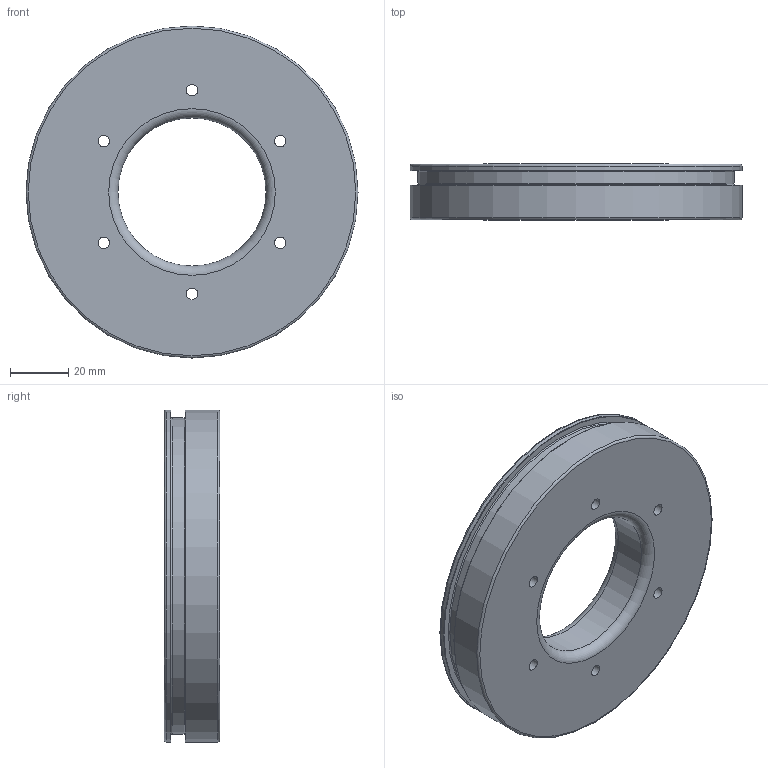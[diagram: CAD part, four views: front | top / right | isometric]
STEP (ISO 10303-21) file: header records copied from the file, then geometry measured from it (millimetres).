
FILE_DESCRIPTION(/* description */ ('RESERVOIR ENDCAP, BUOYANCY ENGINE '),/* implementation_level */ '2;1');
FILE_NAME(/* name */ 'BD-ASY-0359-0005_RevC.stp',/* time_stamp */ '2020-10-09T14:49:14-04:00',/* author */ ('Jeremy Paulus'),/* organization */ (''),/* preprocessor_version */ 'ST-DEVELOPER v15.2',/* originating_system */ 'Autodesk Inventor 2014',/* authorisation */ '');
FILE_SCHEMA (('AUTOMOTIVE_DESIGN { 1 0 10303 214 3 1 1 }'));
Length unit declared in the file: inch
Products named in the file (2): BD-ASY-0359-0002; BD-ASY-0359-0005
Bounding box: 113.89 x 19.05 x 113.89 mm (x, y, z)
Volume: 141698.7 mm3; surface area: 28288.3 mm2
Topology: 1 solids, 1 shells, 25 faces, 57 edges, 37 vertices
Faces by surface type: torus 10, cylinder 10, plane 5
Full cylindrical faces by diameter (mm): 3.962 x6, 50.8 x1, 108.661 x1, 113.894 x2
Entity records: 638 total; most frequent: DIRECTION 118, CARTESIAN_POINT 90, EDGE_LOOP 62, ORIENTED_EDGE 62, AXIS2_PLACEMENT_3D 59, FACE_BOUND 39, CIRCLE 31, VERTEX_POINT 31
